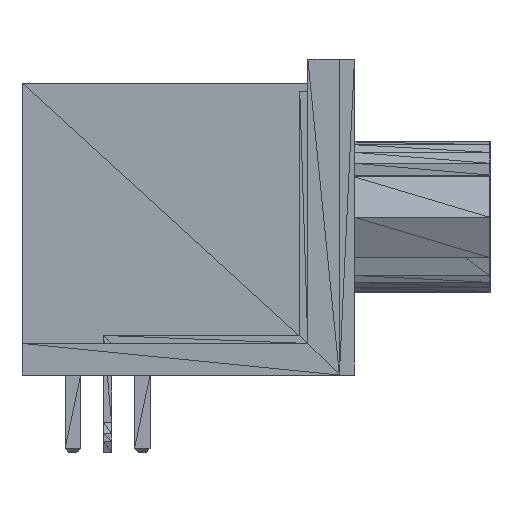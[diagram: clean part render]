
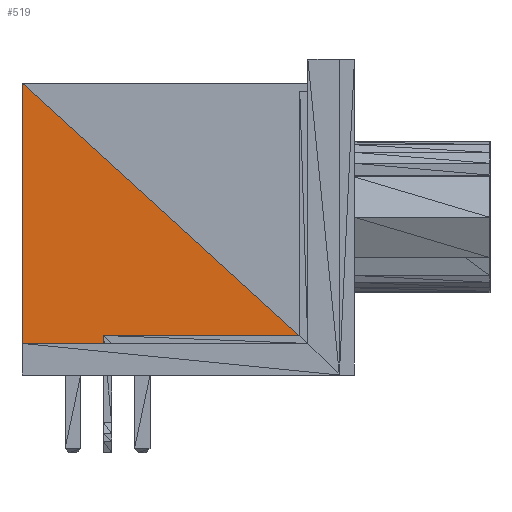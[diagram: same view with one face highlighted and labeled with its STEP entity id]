
A CAD part, left-side view. The second image highlights one B-rep face of the part: STEP entity #519.
In plain terms, the highlighted planar face has unit normal (-1, 0, 0).
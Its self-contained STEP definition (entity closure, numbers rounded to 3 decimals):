
#519=ADVANCED_FACE('',(#520),#546,.F.);
#520=FACE_OUTER_BOUND('',#521,.T.);
#521=EDGE_LOOP('',(#522,#524,#526));
#522=ORIENTED_EDGE('',*,*,#523,.T.);
#523=EDGE_CURVE('',#528,#530,#532,.T.);
#524=ORIENTED_EDGE('',*,*,#525,.T.);
#525=EDGE_CURVE('',#530,#536,#538,.T.);
#526=ORIENTED_EDGE('',*,*,#527,.T.);
#527=EDGE_CURVE('',#536,#528,#542,.T.);
#528=VERTEX_POINT('',#529);
#529=CARTESIAN_POINT('',(-14.313,13.005,11.959));
#530=VERTEX_POINT('',#531);
#531=CARTESIAN_POINT('',(-14.313,1.293,1.293));
#532=LINE('',#533,#534);
#533=CARTESIAN_POINT('',(-14.313,13.005,11.959));
#534=VECTOR('',#535,1.0);
#535=DIRECTION('',(0.0,0.739,0.673));
#536=VERTEX_POINT('',#537);
#537=CARTESIAN_POINT('',(-14.313,13.005,1.293));
#538=LINE('',#539,#540);
#539=CARTESIAN_POINT('',(-14.313,1.293,1.293));
#540=VECTOR('',#541,1.0);
#541=DIRECTION('',(0.0,-1.0,0.0));
#542=LINE('',#543,#544);
#543=CARTESIAN_POINT('',(-14.313,13.005,1.293));
#544=VECTOR('',#545,1.0);
#545=DIRECTION('',(0.0,0.0,-1.0));
#546=PLANE('',#547);
#547=AXIS2_PLACEMENT_3D('',#548,#549,#550);
#548=CARTESIAN_POINT('',(-14.313,1.293,1.293));
#549=DIRECTION('',(1.0,0.0,0.0));
#550=DIRECTION('',(0.0,0.0,1.0));
